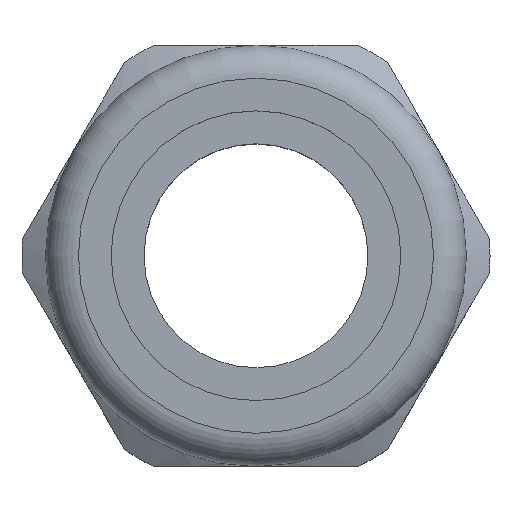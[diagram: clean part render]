
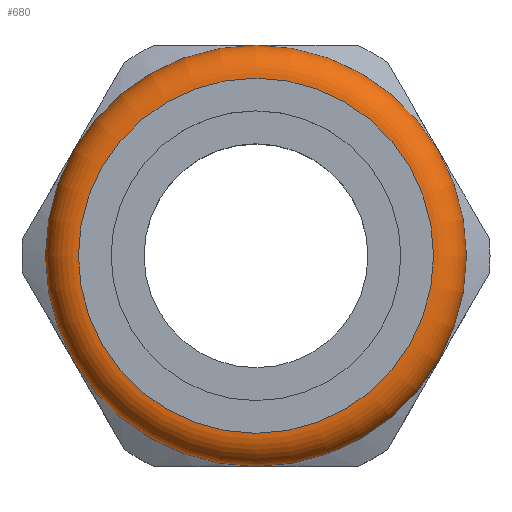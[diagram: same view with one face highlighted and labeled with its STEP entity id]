
A CAD part, top view. The second image highlights one B-rep face of the part: STEP entity #680.
In plain terms, the highlighted toroidal (fillet/blend) face has major radius 6.742 mm and minor radius 1.25 mm.
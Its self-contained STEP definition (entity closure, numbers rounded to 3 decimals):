
#639 = EDGE_CURVE('',#640,#640,#642,.T.);
#640 = VERTEX_POINT('',#641);
#641 = CARTESIAN_POINT('',(6.742,0.,8.56));
#642 = CIRCLE('',#643,6.742);
#643 = AXIS2_PLACEMENT_3D('',#644,#645,#646);
#644 = CARTESIAN_POINT('',(0.,0.,8.56));
#645 = DIRECTION('',(0.,0.,1.));
#646 = DIRECTION('',(1.,0.,-0.));
#661 = VERTEX_POINT('',#662);
#662 = CARTESIAN_POINT('',(7.992,0.,7.31));
#668 = EDGE_CURVE('',#661,#661,#669,.T.);
#669 = CIRCLE('',#670,7.992);
#670 = AXIS2_PLACEMENT_3D('',#671,#672,#673);
#671 = CARTESIAN_POINT('',(0.,0.,7.31));
#672 = DIRECTION('',(0.,0.,1.));
#673 = DIRECTION('',(1.,0.,-0.));
#680 = ADVANCED_FACE('',(#681),#693,.T.);
#681 = FACE_BOUND('',#682,.T.);
#682 = EDGE_LOOP('',(#683,#684,#691,#692));
#683 = ORIENTED_EDGE('',*,*,#668,.T.);
#684 = ORIENTED_EDGE('',*,*,#685,.T.);
#685 = EDGE_CURVE('',#661,#640,#686,.T.);
#686 = CIRCLE('',#687,1.25);
#687 = AXIS2_PLACEMENT_3D('',#688,#689,#690);
#688 = CARTESIAN_POINT('',(6.742,0.,7.31));
#689 = DIRECTION('',(0.,-1.,0.));
#690 = DIRECTION('',(1.,0.,0.));
#691 = ORIENTED_EDGE('',*,*,#639,.F.);
#692 = ORIENTED_EDGE('',*,*,#685,.F.);
#693 = TOROIDAL_SURFACE('',#694,6.742,1.25);
#694 = AXIS2_PLACEMENT_3D('',#695,#696,#697);
#695 = CARTESIAN_POINT('',(0.,0.,7.31));
#696 = DIRECTION('',(0.,0.,1.));
#697 = DIRECTION('',(1.,0.,-0.));
